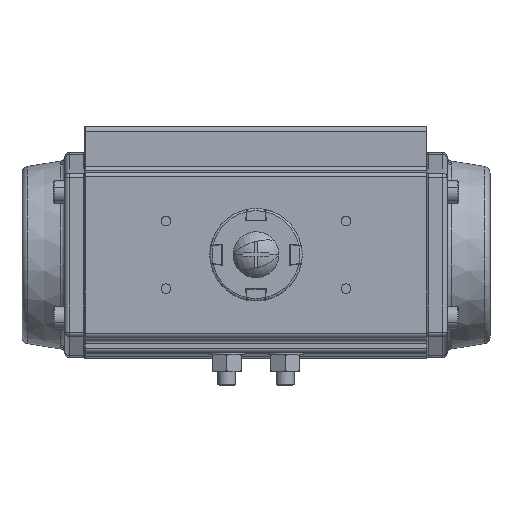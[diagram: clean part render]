
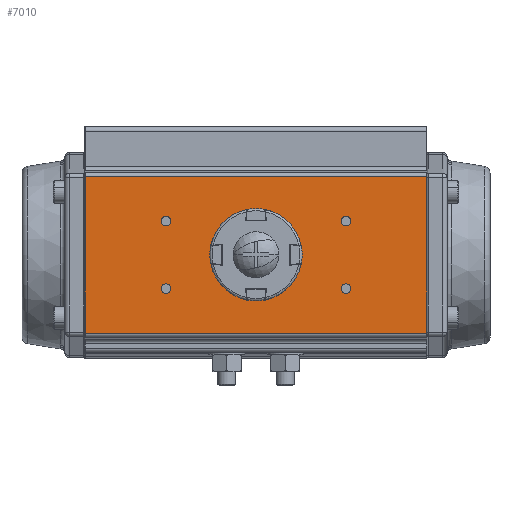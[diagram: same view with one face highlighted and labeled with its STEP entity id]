
A CAD part, top view. The second image highlights one B-rep face of the part: STEP entity #7010.
In plain terms, the highlighted planar face has unit normal (0, 0, 1).
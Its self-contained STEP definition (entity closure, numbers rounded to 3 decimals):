
#6871=CARTESIAN_POINT('',(76.,-34.843,165.5));
#6872=DIRECTION('',(-0.,0.,-1.));
#6873=DIRECTION('',(-0.,1.,0.));
#6874=AXIS2_PLACEMENT_3D('',#6871,#6872,#6873);
#6875=PLANE('',#6874);
#6876=CARTESIAN_POINT('',(-37.9,-15.,165.5));
#6877=VERTEX_POINT('',#6876);
#6878=CARTESIAN_POINT('',(-42.1,-15.,165.5));
#6879=VERTEX_POINT('',#6878);
#6880=CARTESIAN_POINT('',(-40.,-15.,165.5));
#6881=DIRECTION('',(0.,0.,1.));
#6882=DIRECTION('',(1.,0.,-0.));
#6883=AXIS2_PLACEMENT_3D('',#6880,#6881,#6882);
#6884=CIRCLE('',#6883,2.1);
#6885=EDGE_CURVE('NONE',#6877,#6879,#6884,.T.);
#6886=ORIENTED_EDGE('',*,*,#6885,.F.);
#6887=CARTESIAN_POINT('',(-40.,-15.,165.5));
#6888=DIRECTION('',(0.,0.,1.));
#6889=DIRECTION('',(1.,0.,-0.));
#6890=AXIS2_PLACEMENT_3D('',#6887,#6888,#6889);
#6891=CIRCLE('',#6890,2.1);
#6892=EDGE_CURVE('NONE',#6879,#6877,#6891,.T.);
#6893=ORIENTED_EDGE('',*,*,#6892,.F.);
#6894=EDGE_LOOP('',(#6886,#6893));
#6895=FACE_BOUND('',#6894,.T.);
#6896=CARTESIAN_POINT('',(-37.9,15.,165.5));
#6897=VERTEX_POINT('',#6896);
#6898=CARTESIAN_POINT('',(-42.1,15.,165.5));
#6899=VERTEX_POINT('',#6898);
#6900=CARTESIAN_POINT('',(-40.,15.,165.5));
#6901=DIRECTION('',(0.,0.,1.));
#6902=DIRECTION('',(1.,0.,-0.));
#6903=AXIS2_PLACEMENT_3D('',#6900,#6901,#6902);
#6904=CIRCLE('',#6903,2.1);
#6905=EDGE_CURVE('NONE',#6897,#6899,#6904,.T.);
#6906=ORIENTED_EDGE('',*,*,#6905,.F.);
#6907=CARTESIAN_POINT('',(-40.,15.,165.5));
#6908=DIRECTION('',(0.,0.,1.));
#6909=DIRECTION('',(1.,0.,-0.));
#6910=AXIS2_PLACEMENT_3D('',#6907,#6908,#6909);
#6911=CIRCLE('',#6910,2.1);
#6912=EDGE_CURVE('NONE',#6899,#6897,#6911,.T.);
#6913=ORIENTED_EDGE('',*,*,#6912,.F.);
#6914=EDGE_LOOP('',(#6906,#6913));
#6915=FACE_BOUND('',#6914,.T.);
#6916=CARTESIAN_POINT('',(42.1,15.,165.5));
#6917=VERTEX_POINT('',#6916);
#6918=CARTESIAN_POINT('',(37.9,15.,165.5));
#6919=VERTEX_POINT('',#6918);
#6920=CARTESIAN_POINT('',(40.,15.,165.5));
#6921=DIRECTION('',(0.,0.,1.));
#6922=DIRECTION('',(1.,0.,-0.));
#6923=AXIS2_PLACEMENT_3D('',#6920,#6921,#6922);
#6924=CIRCLE('',#6923,2.1);
#6925=EDGE_CURVE('NONE',#6917,#6919,#6924,.T.);
#6926=ORIENTED_EDGE('',*,*,#6925,.F.);
#6927=CARTESIAN_POINT('',(40.,15.,165.5));
#6928=DIRECTION('',(0.,0.,1.));
#6929=DIRECTION('',(1.,0.,-0.));
#6930=AXIS2_PLACEMENT_3D('',#6927,#6928,#6929);
#6931=CIRCLE('',#6930,2.1);
#6932=EDGE_CURVE('NONE',#6919,#6917,#6931,.T.);
#6933=ORIENTED_EDGE('',*,*,#6932,.F.);
#6934=EDGE_LOOP('',(#6926,#6933));
#6935=FACE_BOUND('',#6934,.T.);
#6936=CARTESIAN_POINT('',(42.1,-15.,165.5));
#6937=VERTEX_POINT('',#6936);
#6938=CARTESIAN_POINT('',(37.9,-15.,165.5));
#6939=VERTEX_POINT('',#6938);
#6940=CARTESIAN_POINT('',(40.,-15.,165.5));
#6941=DIRECTION('',(0.,0.,1.));
#6942=DIRECTION('',(1.,0.,-0.));
#6943=AXIS2_PLACEMENT_3D('',#6940,#6941,#6942);
#6944=CIRCLE('',#6943,2.1);
#6945=EDGE_CURVE('NONE',#6937,#6939,#6944,.T.);
#6946=ORIENTED_EDGE('',*,*,#6945,.F.);
#6947=CARTESIAN_POINT('',(40.,-15.,165.5));
#6948=DIRECTION('',(0.,0.,1.));
#6949=DIRECTION('',(1.,0.,-0.));
#6950=AXIS2_PLACEMENT_3D('',#6947,#6948,#6949);
#6951=CIRCLE('',#6950,2.1);
#6952=EDGE_CURVE('NONE',#6939,#6937,#6951,.T.);
#6953=ORIENTED_EDGE('',*,*,#6952,.F.);
#6954=EDGE_LOOP('',(#6946,#6953));
#6955=FACE_BOUND('',#6954,.T.);
#6956=CARTESIAN_POINT('',(75.845,34.843,165.5));
#6957=VERTEX_POINT('',#6956);
#6958=CARTESIAN_POINT('',(-75.845,34.843,165.5));
#6959=VERTEX_POINT('',#6958);
#6960=CARTESIAN_POINT('',(75.845,34.843,165.5));
#6961=DIRECTION('',(-1.,-0.,0.));
#6962=VECTOR('',#6961,151.689);
#6963=LINE('',#6960,#6962);
#6964=EDGE_CURVE('',#6957,#6959,#6963,.T.);
#6965=ORIENTED_EDGE('',*,*,#6964,.T.);
#6966=CARTESIAN_POINT('',(-75.845,-34.843,165.5));
#6967=VERTEX_POINT('',#6966);
#6968=CARTESIAN_POINT('',(-75.845,34.843,165.5));
#6969=DIRECTION('',(0.,-1.,-0.));
#6970=VECTOR('',#6969,69.686);
#6971=LINE('',#6968,#6970);
#6972=EDGE_CURVE('',#6959,#6967,#6971,.T.);
#6973=ORIENTED_EDGE('',*,*,#6972,.T.);
#6974=CARTESIAN_POINT('',(75.845,-34.843,165.5));
#6975=VERTEX_POINT('',#6974);
#6976=CARTESIAN_POINT('',(75.845,-34.843,165.5));
#6977=DIRECTION('',(-1.,-0.,0.));
#6978=VECTOR('',#6977,151.689);
#6979=LINE('',#6976,#6978);
#6980=EDGE_CURVE('',#6975,#6967,#6979,.T.);
#6981=ORIENTED_EDGE('',*,*,#6980,.F.);
#6982=CARTESIAN_POINT('',(75.845,-34.843,165.5));
#6983=DIRECTION('',(-0.,1.,0.));
#6984=VECTOR('',#6983,69.686);
#6985=LINE('',#6982,#6984);
#6986=EDGE_CURVE('',#6975,#6957,#6985,.T.);
#6987=ORIENTED_EDGE('',*,*,#6986,.T.);
#6988=EDGE_LOOP('',(#6965,#6973,#6981,#6987));
#6989=FACE_BOUND('',#6988,.T.);
#6990=CARTESIAN_POINT('',(-9.,0.,165.5));
#6991=VERTEX_POINT('',#6990);
#6992=CARTESIAN_POINT('',(9.,0.,165.5));
#6993=VERTEX_POINT('',#6992);
#6994=CARTESIAN_POINT('',(0.,0.,165.5));
#6995=DIRECTION('',(-0.,0.,-1.));
#6996=DIRECTION('',(1.,0.,-0.));
#6997=AXIS2_PLACEMENT_3D('',#6994,#6995,#6996);
#6998=CIRCLE('',#6997,9.);
#6999=EDGE_CURVE('',#6991,#6993,#6998,.T.);
#7000=ORIENTED_EDGE('',*,*,#6999,.T.);
#7001=CARTESIAN_POINT('',(0.,0.,165.5));
#7002=DIRECTION('',(-0.,0.,-1.));
#7003=DIRECTION('',(1.,0.,-0.));
#7004=AXIS2_PLACEMENT_3D('',#7001,#7002,#7003);
#7005=CIRCLE('',#7004,9.);
#7006=EDGE_CURVE('',#6993,#6991,#7005,.T.);
#7007=ORIENTED_EDGE('',*,*,#7006,.T.);
#7008=EDGE_LOOP('',(#7000,#7007));
#7009=FACE_BOUND('',#7008,.T.);
#7010=ADVANCED_FACE('',(#6895,#6915,#6935,#6955,#6989,#7009),#6875,.F.);
